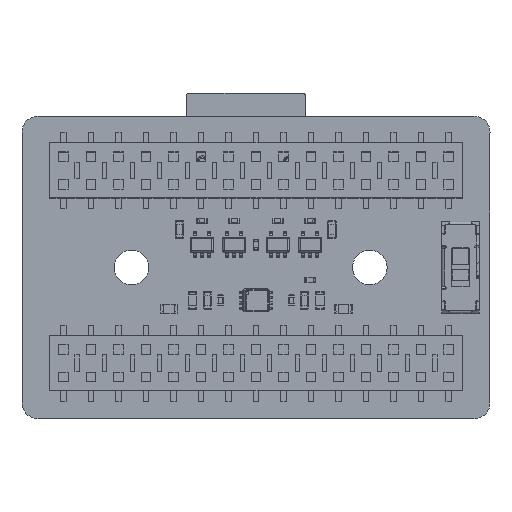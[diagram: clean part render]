
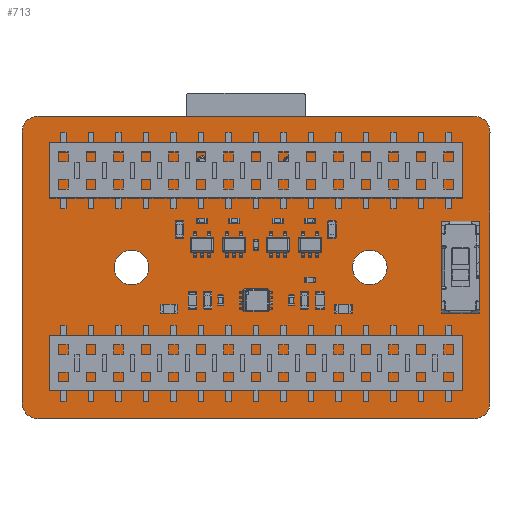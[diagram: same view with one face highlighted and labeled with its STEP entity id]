
A CAD part, top view. The second image highlights one B-rep face of the part: STEP entity #713.
In plain terms, the highlighted planar face has unit normal (0, 0, 1).
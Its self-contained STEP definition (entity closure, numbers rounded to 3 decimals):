
#172 = VERTEX_POINT('',#173);
#173 = CARTESIAN_POINT('',(0.,1.484,1.687)
  );
#179 = EDGE_CURVE('',#172,#180,#182,.T.);
#180 = VERTEX_POINT('',#181);
#181 = CARTESIAN_POINT('',(1.5,0.,1.687)
  );
#182 = CIRCLE('',#183,1.5);
#183 = AXIS2_PLACEMENT_3D('',#184,#185,#186);
#184 = CARTESIAN_POINT('',(1.5,1.5,1.687));
#185 = DIRECTION('',(0.,0.,1.));
#186 = DIRECTION('',(1.,0.,-0.));
#214 = VERTEX_POINT('',#215);
#215 = CARTESIAN_POINT('',(41.68,0.,1.687)
  );
#221 = EDGE_CURVE('',#214,#180,#222,.T.);
#222 = LINE('',#223,#224);
#223 = CARTESIAN_POINT('',(41.68,0.,1.687));
#224 = VECTOR('',#225,1.);
#225 = DIRECTION('',(-1.,0.,0.));
#243 = EDGE_CURVE('',#214,#244,#246,.T.);
#244 = VERTEX_POINT('',#245);
#245 = CARTESIAN_POINT('',(43.18,1.5,1.687));
#246 = CIRCLE('',#247,1.5);
#247 = AXIS2_PLACEMENT_3D('',#248,#249,#250);
#248 = CARTESIAN_POINT('',(41.68,1.5,1.687));
#249 = DIRECTION('',(0.,0.,1.));
#250 = DIRECTION('',(1.,0.,-0.));
#278 = VERTEX_POINT('',#279);
#279 = CARTESIAN_POINT('',(43.18,12.02,1.687));
#285 = EDGE_CURVE('',#278,#244,#286,.T.);
#286 = LINE('',#287,#288);
#287 = CARTESIAN_POINT('',(43.18,26.44,1.687));
#288 = VECTOR('',#289,1.);
#289 = DIRECTION('',(0.,-1.,0.));
#309 = VERTEX_POINT('',#310);
#310 = CARTESIAN_POINT('',(43.18,16.02,1.687));
#316 = EDGE_CURVE('',#309,#278,#317,.T.);
#317 = LINE('',#318,#319);
#318 = CARTESIAN_POINT('',(43.18,26.44,1.687));
#319 = VECTOR('',#320,1.);
#320 = DIRECTION('',(0.,-1.,0.));
#340 = VERTEX_POINT('',#341);
#341 = CARTESIAN_POINT('',(43.18,26.44,1.687));
#347 = EDGE_CURVE('',#340,#309,#348,.T.);
#348 = LINE('',#349,#350);
#349 = CARTESIAN_POINT('',(43.18,26.44,1.687));
#350 = VECTOR('',#351,1.);
#351 = DIRECTION('',(0.,-1.,0.));
#371 = VERTEX_POINT('',#372);
#372 = CARTESIAN_POINT('',(41.69,27.94,1.687));
#378 = EDGE_CURVE('',#371,#340,#379,.T.);
#379 = CIRCLE('',#380,1.499);
#380 = AXIS2_PLACEMENT_3D('',#381,#382,#383);
#381 = CARTESIAN_POINT('',(41.681,26.441,1.687));
#382 = DIRECTION('',(0.,0.,-1.));
#383 = DIRECTION('',(-0.001,1.,0.));
#404 = VERTEX_POINT('',#405);
#405 = CARTESIAN_POINT('',(41.68,27.94,1.687));
#411 = EDGE_CURVE('',#404,#371,#412,.T.);
#412 = CIRCLE('',#413,1.499);
#413 = AXIS2_PLACEMENT_3D('',#414,#415,#416);
#414 = CARTESIAN_POINT('',(41.681,26.441,1.687));
#415 = DIRECTION('',(0.,0.,-1.));
#416 = DIRECTION('',(-0.001,1.,0.));
#437 = VERTEX_POINT('',#438);
#438 = CARTESIAN_POINT('',(1.499,27.94,1.687));
#444 = EDGE_CURVE('',#437,#404,#445,.T.);
#445 = LINE('',#446,#447);
#446 = CARTESIAN_POINT('',(1.5,27.94,1.687));
#447 = VECTOR('',#448,1.);
#448 = DIRECTION('',(1.,0.,0.));
#468 = VERTEX_POINT('',#469);
#469 = CARTESIAN_POINT('',(0.,26.44,1.687));
#475 = EDGE_CURVE('',#468,#437,#476,.T.);
#476 = CIRCLE('',#477,1.501);
#477 = AXIS2_PLACEMENT_3D('',#478,#479,#480);
#478 = CARTESIAN_POINT('',(1.501,26.439,1.687));
#479 = DIRECTION('',(0.,0.,-1.));
#480 = DIRECTION('',(-1.,0.,0.));
#501 = VERTEX_POINT('',#502);
#502 = CARTESIAN_POINT('',(0.,1.5,1.687));
#508 = EDGE_CURVE('',#501,#468,#509,.T.);
#509 = LINE('',#510,#511);
#510 = CARTESIAN_POINT('',(0.,1.5,1.687));
#511 = VECTOR('',#512,1.);
#512 = DIRECTION('',(0.,1.,0.));
#530 = EDGE_CURVE('',#172,#501,#531,.T.);
#531 = CIRCLE('',#532,1.499);
#532 = AXIS2_PLACEMENT_3D('',#533,#534,#535);
#533 = CARTESIAN_POINT('',(1.499,1.499,1.687));
#534 = DIRECTION('',(0.,0.,-1.));
#535 = DIRECTION('',(0.001,-1.,0.));
#556 = VERTEX_POINT('',#557);
#557 = CARTESIAN_POINT('',(33.69,13.97,1.687));
#563 = EDGE_CURVE('',#556,#556,#564,.T.);
#564 = CIRCLE('',#565,1.6);
#565 = AXIS2_PLACEMENT_3D('',#566,#567,#568);
#566 = CARTESIAN_POINT('',(32.09,13.97,1.687));
#567 = DIRECTION('',(0.,0.,1.));
#568 = DIRECTION('',(1.,0.,-0.));
#589 = VERTEX_POINT('',#590);
#590 = CARTESIAN_POINT('',(11.69,13.97,1.687));
#596 = EDGE_CURVE('',#589,#589,#597,.T.);
#597 = CIRCLE('',#598,1.6);
#598 = AXIS2_PLACEMENT_3D('',#599,#600,#601);
#599 = CARTESIAN_POINT('',(10.09,13.97,1.687));
#600 = DIRECTION('',(0.,0.,1.));
#601 = DIRECTION('',(1.,0.,-0.));
#622 = VERTEX_POINT('',#623);
#623 = CARTESIAN_POINT('',(25.14,23.77,1.687));
#629 = EDGE_CURVE('',#622,#622,#630,.T.);
#630 = CIRCLE('',#631,0.5);
#631 = AXIS2_PLACEMENT_3D('',#632,#633,#634);
#632 = CARTESIAN_POINT('',(24.64,23.77,1.687));
#633 = DIRECTION('',(0.,0.,1.));
#634 = DIRECTION('',(1.,0.,-0.));
#655 = VERTEX_POINT('',#656);
#656 = CARTESIAN_POINT('',(17.14,23.77,1.687));
#662 = EDGE_CURVE('',#655,#655,#663,.T.);
#663 = CIRCLE('',#664,0.5);
#664 = AXIS2_PLACEMENT_3D('',#665,#666,#667);
#665 = CARTESIAN_POINT('',(16.64,23.77,1.687));
#666 = DIRECTION('',(0.,0.,1.));
#667 = DIRECTION('',(1.,0.,-0.));
#713 = ADVANCED_FACE('',(#714,#728,#731,#734,#737),#740,.F.);
#714 = FACE_BOUND('',#715,.F.);
#715 = EDGE_LOOP('',(#716,#717,#718,#719,#720,#721,#722,#723,#724,#725,
    #726,#727));
#716 = ORIENTED_EDGE('',*,*,#179,.F.);
#717 = ORIENTED_EDGE('',*,*,#530,.T.);
#718 = ORIENTED_EDGE('',*,*,#508,.T.);
#719 = ORIENTED_EDGE('',*,*,#475,.T.);
#720 = ORIENTED_EDGE('',*,*,#444,.T.);
#721 = ORIENTED_EDGE('',*,*,#411,.T.);
#722 = ORIENTED_EDGE('',*,*,#378,.T.);
#723 = ORIENTED_EDGE('',*,*,#347,.T.);
#724 = ORIENTED_EDGE('',*,*,#316,.T.);
#725 = ORIENTED_EDGE('',*,*,#285,.T.);
#726 = ORIENTED_EDGE('',*,*,#243,.F.);
#727 = ORIENTED_EDGE('',*,*,#221,.T.);
#728 = FACE_BOUND('',#729,.F.);
#729 = EDGE_LOOP('',(#730));
#730 = ORIENTED_EDGE('',*,*,#563,.T.);
#731 = FACE_BOUND('',#732,.F.);
#732 = EDGE_LOOP('',(#733));
#733 = ORIENTED_EDGE('',*,*,#596,.T.);
#734 = FACE_BOUND('',#735,.F.);
#735 = EDGE_LOOP('',(#736));
#736 = ORIENTED_EDGE('',*,*,#629,.T.);
#737 = FACE_BOUND('',#738,.F.);
#738 = EDGE_LOOP('',(#739));
#739 = ORIENTED_EDGE('',*,*,#662,.T.);
#740 = PLANE('',#741);
#741 = AXIS2_PLACEMENT_3D('',#742,#743,#744);
#742 = CARTESIAN_POINT('',(21.59,13.97,1.687));
#743 = DIRECTION('',(-0.,-0.,-1.));
#744 = DIRECTION('',(-1.,0.,0.));
